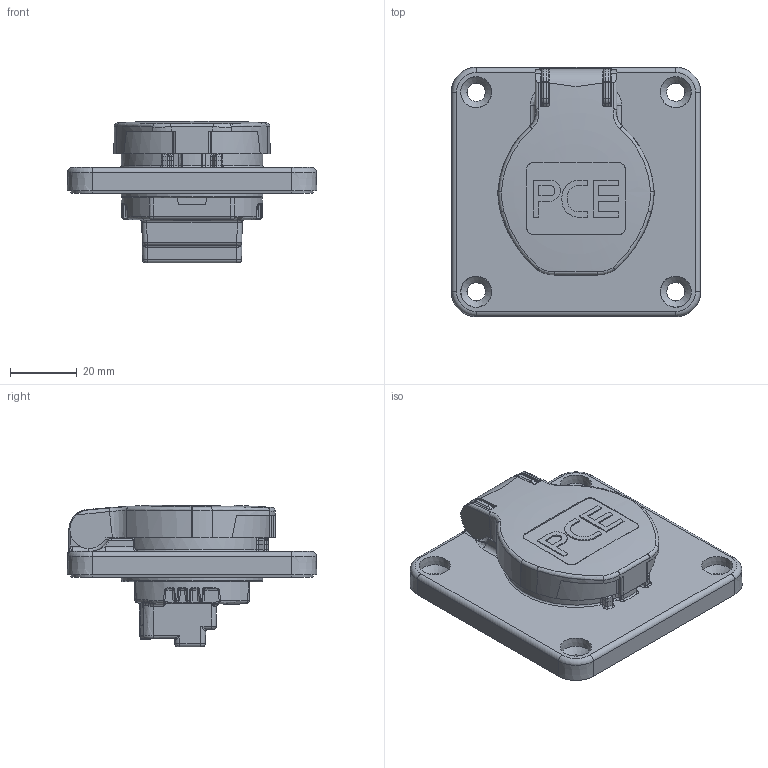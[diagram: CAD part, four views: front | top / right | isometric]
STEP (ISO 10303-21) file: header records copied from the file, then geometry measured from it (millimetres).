
FILE_DESCRIPTION (( 'STEP AP203' ), '1' );
FILE_NAME ('S-NOVA 104-8b, 104-8bs 75x75 fb rw+seitl.STEP', '2017-11-23T10:51:38', ( '' ), ( '' ), 'SwSTEP 2.0', 'SolidWorks 2016', '' );
FILE_SCHEMA (( 'CONFIG_CONTROL_DESIGN' ));
Length unit declared in the file: millimetre
Products named in the file (1): S-NOVA 104-8b, 104-8bs 75x75 fb rw+seitl
Bounding box: 75 x 75 x 42.6 mm (x, y, z)
Volume: 82541.5 mm3; surface area: 20858 mm2
Topology: 1 solids, 1 shells, 1130 faces, 2865 edges, 1704 vertices
Faces by surface type: bspline 350, plane 312, cylinder 279, torus 94, cone 63, sphere 32
Full cylindrical faces by diameter (mm): 6 x4, 6.291 x4
Entity records: 42670 total; most frequent: CARTESIAN_POINT 19134, ORIENTED_EDGE 5508, DIRECTION 4094, EDGE_CURVE 2754, VERTEX_POINT 1684, AXIS2_PLACEMENT_3D 1579, EDGE_LOOP 1204, FACE_OUTER_BOUND 1140
